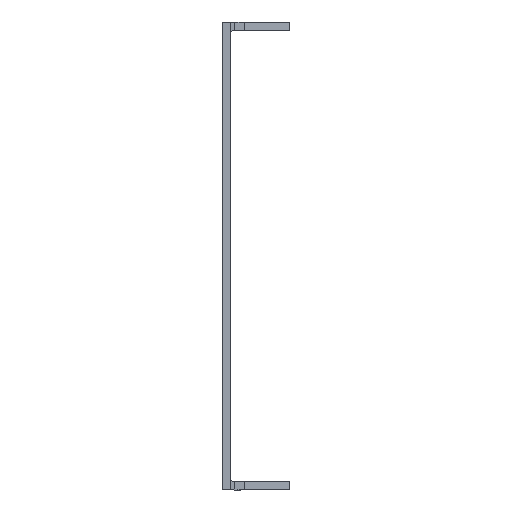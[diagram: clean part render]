
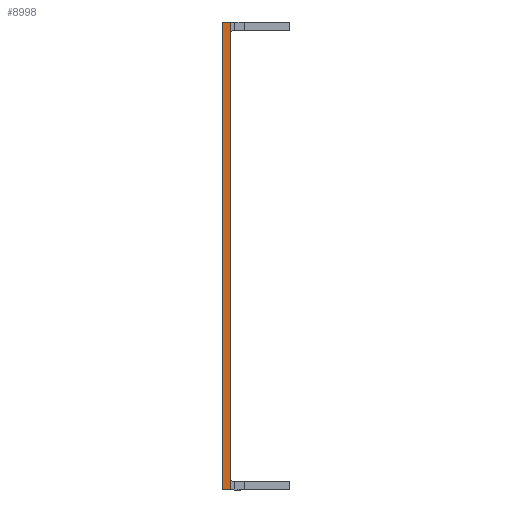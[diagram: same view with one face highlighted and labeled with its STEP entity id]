
A CAD part, left-side view. The second image highlights one B-rep face of the part: STEP entity #8998.
In plain terms, the highlighted planar face has unit normal (-1, 0, 0).
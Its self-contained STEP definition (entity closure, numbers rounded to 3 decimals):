
#1097 = ORIENTED_EDGE ( 'NONE', *, *, #9380, .T. ) ;
#1228 = VERTEX_POINT ( 'NONE', #41940 ) ;
#1278 = EDGE_CURVE ( 'NONE', #35635, #58324, #40881, .T. ) ;
#3416 = EDGE_CURVE ( 'NONE', #1228, #49144, #9959, .T. ) ;
#3625 = VECTOR ( 'NONE', #47888, 39.37 ) ;
#4413 = DIRECTION ( 'NONE',  ( 0., 0., 1. ) ) ;
#4944 = VECTOR ( 'NONE', #6266, 39.37 ) ;
#5865 = EDGE_LOOP ( 'NONE', ( #60625, #32632, #1097, #35529 ) ) ;
#6266 = DIRECTION ( 'NONE',  ( 0., 1., 0. ) ) ;
#6453 = CARTESIAN_POINT ( 'NONE',  ( -9.5, -38.632, 1.74 ) ) ;
#6558 = CARTESIAN_POINT ( 'NONE',  ( -9.5, 0., 1.74 ) ) ;
#8998 = ADVANCED_FACE ( 'NONE', ( #50022 ), #51101, .T. ) ;
#9380 = EDGE_CURVE ( 'NONE', #1228, #35635, #30225, .T. ) ;
#9959 = LINE ( 'NONE', #13709, #45901 ) ;
#10842 = EDGE_CURVE ( 'NONE', #49144, #58324, #39545, .T. ) ;
#13709 = CARTESIAN_POINT ( 'NONE',  ( -9.5, -38.632, -1.74 ) ) ;
#22436 = DIRECTION ( 'NONE',  ( 0., 0., 1. ) ) ;
#22835 = CARTESIAN_POINT ( 'NONE',  ( -9.5, 0., 1.74 ) ) ;
#30225 = LINE ( 'NONE', #22835, #50718 ) ;
#32551 = DIRECTION ( 'NONE',  ( -1., 0., 0. ) ) ;
#32624 = DIRECTION ( 'NONE',  ( 0., 1., 0. ) ) ;
#32632 = ORIENTED_EDGE ( 'NONE', *, *, #3416, .F. ) ;
#35529 = ORIENTED_EDGE ( 'NONE', *, *, #1278, .T. ) ;
#35635 = VERTEX_POINT ( 'NONE', #6558 ) ;
#36361 = CARTESIAN_POINT ( 'NONE',  ( -9.5, 0.06, 1.74 ) ) ;
#38473 = CARTESIAN_POINT ( 'NONE',  ( -9.5, 0.06, 1.74 ) ) ;
#39545 = LINE ( 'NONE', #38473, #3625 ) ;
#40881 = LINE ( 'NONE', #6453, #4944 ) ;
#41940 = CARTESIAN_POINT ( 'NONE',  ( -9.5, 0., -1.74 ) ) ;
#45901 = VECTOR ( 'NONE', #32624, 39.37 ) ;
#47888 = DIRECTION ( 'NONE',  ( 0., 0., 1. ) ) ;
#49144 = VERTEX_POINT ( 'NONE', #52293 ) ;
#50022 = FACE_OUTER_BOUND ( 'NONE', #5865, .T. ) ;
#50718 = VECTOR ( 'NONE', #22436, 39.37 ) ;
#51101 = PLANE ( 'NONE',  #53902 ) ;
#52293 = CARTESIAN_POINT ( 'NONE',  ( -9.5, 0.06, -1.74 ) ) ;
#53902 = AXIS2_PLACEMENT_3D ( 'NONE', #60444, #32551, #4413 ) ;
#58324 = VERTEX_POINT ( 'NONE', #36361 ) ;
#60444 = CARTESIAN_POINT ( 'NONE',  ( -9.5, -38.632, 1.74 ) ) ;
#60625 = ORIENTED_EDGE ( 'NONE', *, *, #10842, .F. ) ;
